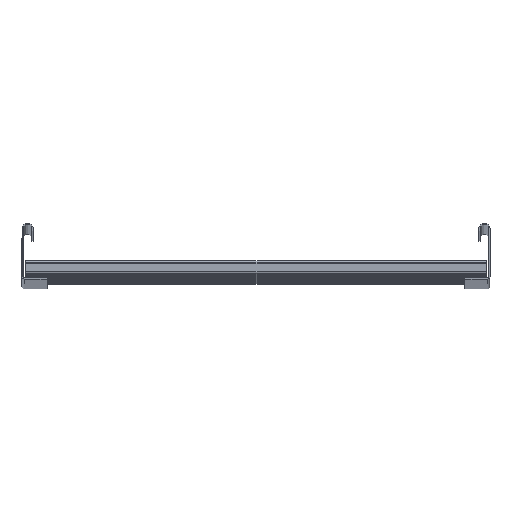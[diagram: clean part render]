
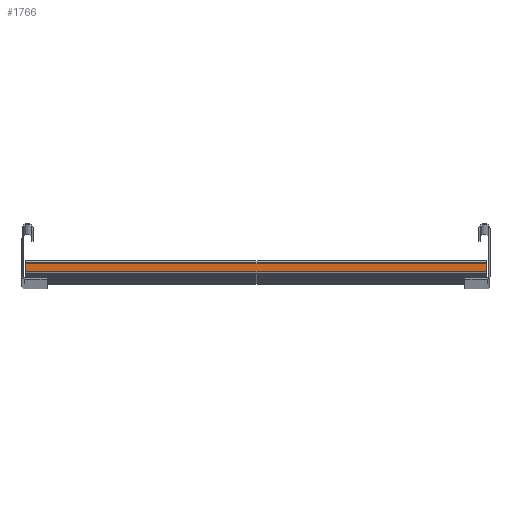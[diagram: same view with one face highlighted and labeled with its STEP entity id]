
A CAD part, top view. The second image highlights one B-rep face of the part: STEP entity #1766.
In plain terms, the highlighted face is planar.
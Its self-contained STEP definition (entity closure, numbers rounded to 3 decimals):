
#14 = ORIENTED_EDGE ( 'NONE', *, *, #195, .F. ) ;
#61 = VECTOR ( 'NONE', #1710, 1000. ) ;
#70 = LINE ( 'NONE', #673, #61 ) ;
#83 = AXIS2_PLACEMENT_3D ( 'NONE', #1535, #649, #1691 ) ;
#108 = EDGE_CURVE ( 'NONE', #1748, #1667, #652, .T. ) ;
#142 = DIRECTION ( 'NONE',  ( 0., 1., 0. ) ) ;
#195 = EDGE_CURVE ( 'NONE', #1632, #1505, #597, .T. ) ;
#315 = VECTOR ( 'NONE', #577, 1000. ) ;
#533 = LINE ( 'NONE', #693, #315 ) ;
#577 = DIRECTION ( 'NONE',  ( 0., 0., 1. ) ) ;
#597 = LINE ( 'NONE', #1378, #1620 ) ;
#644 = VECTOR ( 'NONE', #142, 1000. ) ;
#649 = DIRECTION ( 'NONE',  ( 1., 0., 0. ) ) ;
#652 = LINE ( 'NONE', #1510, #644 ) ;
#673 = CARTESIAN_POINT ( 'NONE',  ( -15., 3., -246. ) ) ;
#693 = CARTESIAN_POINT ( 'NONE',  ( -15., 12., -246. ) ) ;
#818 = EDGE_CURVE ( 'NONE', #1667, #1632, #533, .T. ) ;
#954 = CARTESIAN_POINT ( 'NONE',  ( -15., 12., 246. ) ) ;
#1087 = ORIENTED_EDGE ( 'NONE', *, *, #818, .F. ) ;
#1249 = CARTESIAN_POINT ( 'NONE',  ( -15., 3., -246. ) ) ;
#1341 = CARTESIAN_POINT ( 'NONE',  ( -15., 3., 246. ) ) ;
#1363 = FACE_OUTER_BOUND ( 'NONE', #1721, .T. ) ;
#1366 = ORIENTED_EDGE ( 'NONE', *, *, #1781, .F. ) ;
#1378 = CARTESIAN_POINT ( 'NONE',  ( -15., 1.5, 246. ) ) ;
#1390 = PLANE ( 'NONE',  #83 ) ;
#1505 = VERTEX_POINT ( 'NONE', #1341 ) ;
#1510 = CARTESIAN_POINT ( 'NONE',  ( -15., 13.5, -246. ) ) ;
#1515 = DIRECTION ( 'NONE',  ( 0., -1., 0. ) ) ;
#1521 = CARTESIAN_POINT ( 'NONE',  ( -15., 12., -246. ) ) ;
#1522 = ORIENTED_EDGE ( 'NONE', *, *, #108, .F. ) ;
#1535 = CARTESIAN_POINT ( 'NONE',  ( -15., 3., -246. ) ) ;
#1620 = VECTOR ( 'NONE', #1515, 1000. ) ;
#1632 = VERTEX_POINT ( 'NONE', #954 ) ;
#1667 = VERTEX_POINT ( 'NONE', #1521 ) ;
#1691 = DIRECTION ( 'NONE',  ( 0., 0., -1. ) ) ;
#1710 = DIRECTION ( 'NONE',  ( 0., 0., -1. ) ) ;
#1721 = EDGE_LOOP ( 'NONE', ( #1087, #1522, #1366, #14 ) ) ;
#1748 = VERTEX_POINT ( 'NONE', #1249 ) ;
#1766 = ADVANCED_FACE ( 'NONE', ( #1363 ), #1390, .F. ) ;
#1781 = EDGE_CURVE ( 'NONE', #1505, #1748, #70, .T. ) ;
